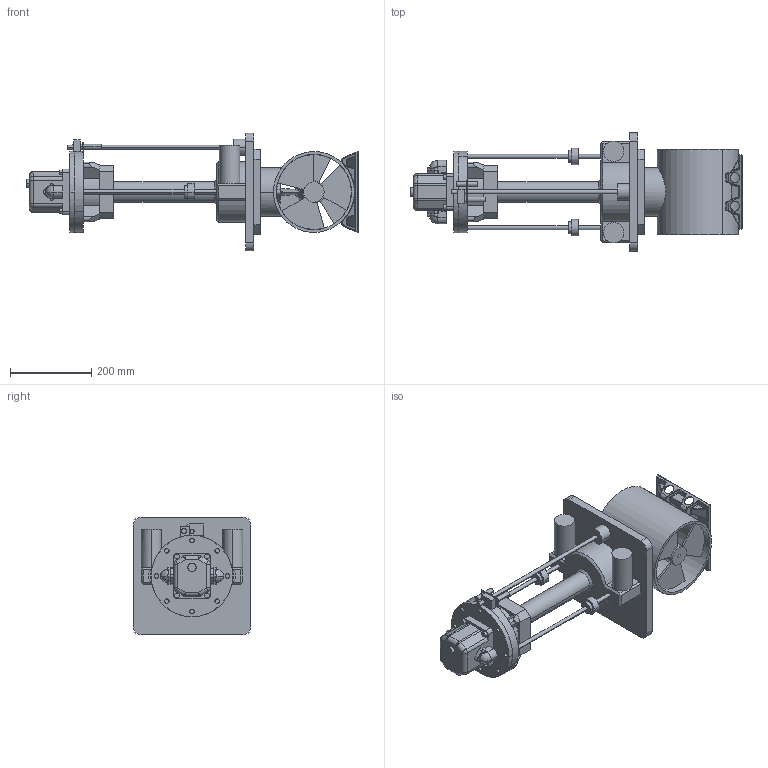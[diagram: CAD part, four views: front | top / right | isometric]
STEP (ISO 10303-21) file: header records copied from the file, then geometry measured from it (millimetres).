
FILE_DESCRIPTION(('CATIA V5 STEP Exchange'),'2;1');
FILE_NAME('VIP 150 HYD closed.stp','2014-12-01T14:32:10+00:00',('none'),('none'),'CATIA Version 5 Release 21 GA (IN-10)','CATIA V5 STEP AP203','none');
FILE_SCHEMA(('CONFIG_CONTROL_DESIGN'));
Length unit declared in the file: millimetre
Products named in the file (1): VIP150 HYD close position
Assembly tree (6 placements, depth 2):
  VIP150 HYD close position
    #58
    #2961
    #28098
    #34766
    #39015  x2
Bounding box: 817 x 290 x 290 mm (x, y, z)
Volume: 9617447.7 mm3; surface area: 1099028.7 mm2
Topology: 7 solids, 9 shells, 1012 faces, 2446 edges, 1427 vertices
Faces by surface type: cylinder 475, plane 280, bspline 154, sphere 48, cone 46, revolution 9
Entity records: 39645 total; most frequent: CARTESIAN_POINT 19922, ORIENTED_EDGE 4612, DIRECTION 2844, EDGE_CURVE 2306, VERTEX_POINT 1392, AXIS2_PLACEMENT_3D 1270, EDGE_LOOP 1064, ADVANCED_FACE 988
